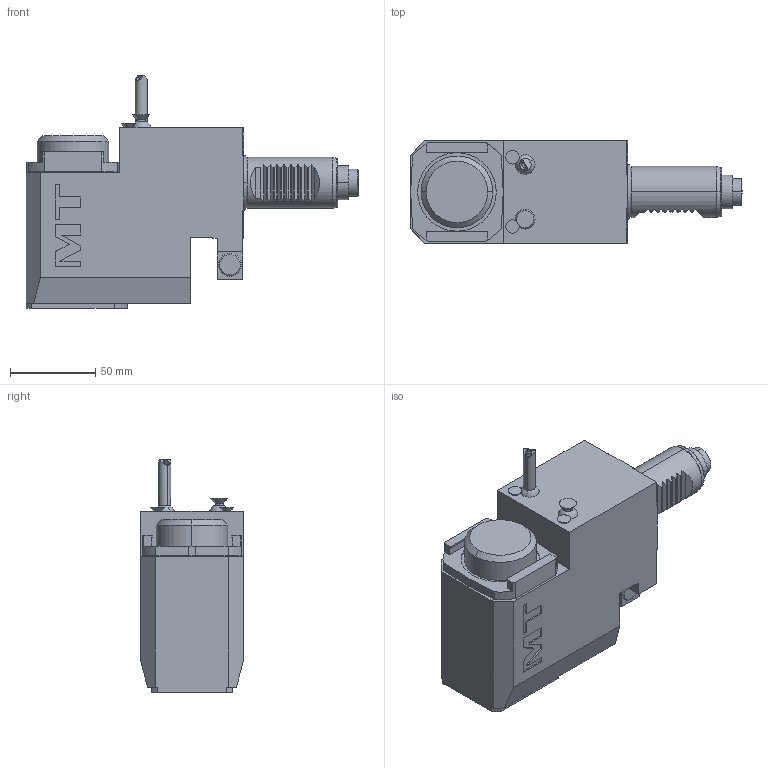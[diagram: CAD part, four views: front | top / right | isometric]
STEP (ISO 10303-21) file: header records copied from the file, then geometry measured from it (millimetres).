
FILE_DESCRIPTION((''),'2;1');
FILE_NAME('SAU0141516_CONF','2023-11-16T14:51:00',('smalpassi'),('M.T. srl'),'CREO PARAMETRIC BY PTC INC, 2021072','CREO PARAMETRIC BY PTC INC, 2021072','');
FILE_SCHEMA(('CONFIG_CONTROL_DESIGN'));
Length unit declared in the file: millimetre
Products named in the file (1): SAU0141516_CONF
Bounding box: 194.5 x 60 x 136.35 mm (x, y, z)
Volume: 719161.1 mm3; surface area: 67959.3 mm2
Topology: 1 solids, 1 shells, 261 faces, 667 edges, 436 vertices
Faces by surface type: plane 149, cylinder 68, cone 29, torus 8, extrusion 4, sphere 3
Entity records: 8552 total; most frequent: CARTESIAN_POINT 2147, ORIENTED_EDGE 1334, DIRECTION 1288, EDGE_CURVE 667, AXIS2_PLACEMENT_3D 437, VERTEX_POINT 436, VECTOR 414, LINE 410
